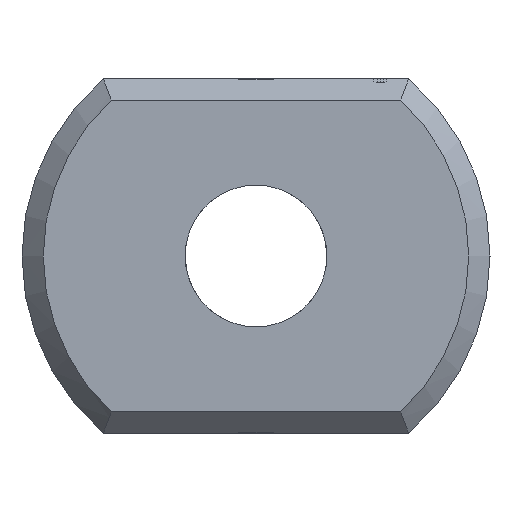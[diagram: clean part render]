
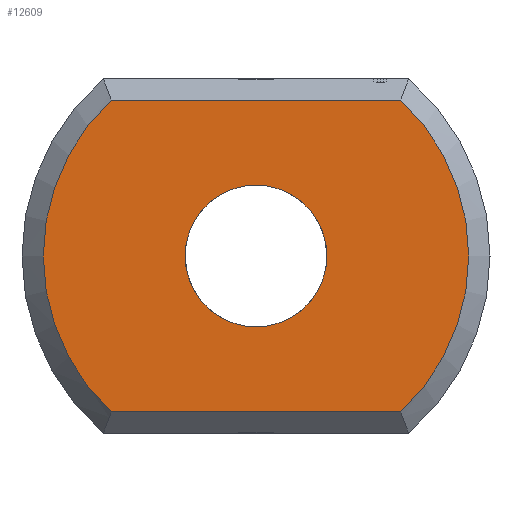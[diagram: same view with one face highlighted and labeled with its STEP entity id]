
A CAD part, left-side view. The second image highlights one B-rep face of the part: STEP entity #12609.
In plain terms, the highlighted planar face has unit normal (-1, 0, 0).
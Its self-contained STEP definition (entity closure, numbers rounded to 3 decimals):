
#3163 = VERTEX_POINT('',#3164);
#3164 = CARTESIAN_POINT('',(0.,-2.04,2.2));
#3173 = VERTEX_POINT('',#3174);
#3174 = CARTESIAN_POINT('',(0.,-2.04,-2.2));
#3181 = EDGE_CURVE('',#3163,#3173,#3182,.T.);
#3182 = CIRCLE('',#3183,3.);
#3183 = AXIS2_PLACEMENT_3D('',#3184,#3185,#3186);
#3184 = CARTESIAN_POINT('',(0.,0.,0.));
#3185 = DIRECTION('',(1.,0.,0.));
#3186 = DIRECTION('',(0.,-0.653,0.758)
  );
#3524 = VERTEX_POINT('',#3525);
#3525 = CARTESIAN_POINT('',(0.,2.04,2.2));
#3532 = EDGE_CURVE('',#3163,#3524,#3533,.T.);
#3533 = LINE('',#3534,#3535);
#3534 = CARTESIAN_POINT('',(0.,-2.154,2.2));
#3535 = VECTOR('',#3536,1.);
#3536 = DIRECTION('',(0.,1.,0.));
#12609 = ADVANCED_FACE('',(#12610,#12629),#12640,.F.);
#12610 = FACE_BOUND('',#12611,.F.);
#12611 = EDGE_LOOP('',(#12612,#12621,#12622,#12623));
#12612 = ORIENTED_EDGE('',*,*,#12613,.T.);
#12613 = EDGE_CURVE('',#12614,#3524,#12616,.T.);
#12614 = VERTEX_POINT('',#12615);
#12615 = CARTESIAN_POINT('',(0.,2.04,-2.2));
#12616 = CIRCLE('',#12617,3.);
#12617 = AXIS2_PLACEMENT_3D('',#12618,#12619,#12620);
#12618 = CARTESIAN_POINT('',(0.,0.,0.));
#12619 = DIRECTION('',(1.,0.,0.));
#12620 = DIRECTION('',(0.,0.653,-0.758)
  );
#12621 = ORIENTED_EDGE('',*,*,#3532,.F.);
#12622 = ORIENTED_EDGE('',*,*,#3181,.T.);
#12623 = ORIENTED_EDGE('',*,*,#12624,.T.);
#12624 = EDGE_CURVE('',#3173,#12614,#12625,.T.);
#12625 = LINE('',#12626,#12627);
#12626 = CARTESIAN_POINT('',(0.,-2.154,-2.2));
#12627 = VECTOR('',#12628,1.);
#12628 = DIRECTION('',(0.,1.,0.));
#12629 = FACE_BOUND('',#12630,.T.);
#12630 = EDGE_LOOP('',(#12631));
#12631 = ORIENTED_EDGE('',*,*,#12632,.T.);
#12632 = EDGE_CURVE('',#12633,#12633,#12635,.T.);
#12633 = VERTEX_POINT('',#12634);
#12634 = CARTESIAN_POINT('',(0.,1.,0.)
  );
#12635 = CIRCLE('',#12636,1.);
#12636 = AXIS2_PLACEMENT_3D('',#12637,#12638,#12639);
#12637 = CARTESIAN_POINT('',(0.,0.,0.));
#12638 = DIRECTION('',(1.,0.,0.));
#12639 = DIRECTION('',(0.,1.,0.));
#12640 = PLANE('',#12641);
#12641 = AXIS2_PLACEMENT_3D('',#12642,#12643,#12644);
#12642 = CARTESIAN_POINT('',(0.,0.,0.));
#12643 = DIRECTION('',(1.,0.,0.));
#12644 = DIRECTION('',(0.,0.,1.));
